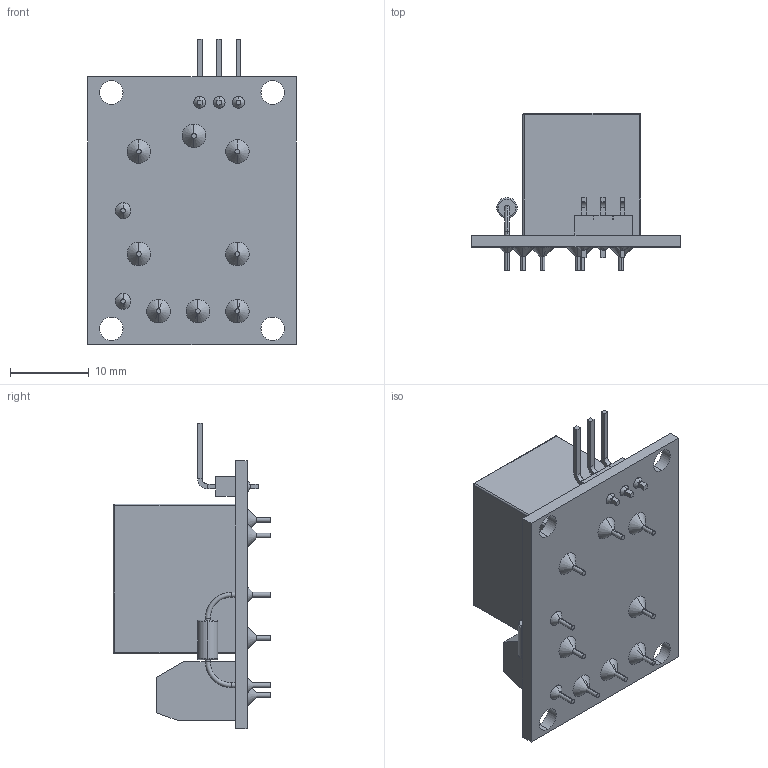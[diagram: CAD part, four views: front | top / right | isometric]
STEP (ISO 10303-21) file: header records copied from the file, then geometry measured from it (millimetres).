
FILE_DESCRIPTION (( 'STEP AP214' ), '1' );
FILE_NAME ('Îäíîêàíàëüíîå ðåëå.STEP', '2015-11-29T12:44:59', ( '' ), ( '' ), 'SwSTEP 2.0', 'SolidWorks 2015', '' );
FILE_SCHEMA (( 'AUTOMOTIVE_DESIGN' ));
Length unit declared in the file: millimetre
Products named in the file (1): Îäíîêàíàëüíîå ðåëå
Bounding box: 26.5 x 20 x 38.75 mm (x, y, z)
Volume: 7428.6 mm3; surface area: 6069.2 mm2
Topology: 26 solids, 26 shells, 387 faces, 888 edges, 564 vertices
Faces by surface type: plane 269, cylinder 80, cone 26, torus 8, sphere 4
Entity records: 14457 total; most frequent: CARTESIAN_POINT 1942, DIRECTION 1848, ORIENTED_EDGE 1752, EDGE_CURVE 876, LINE 644, VECTOR 644, AXIS2_PLACEMENT_3D 602, VERTEX_POINT 564
